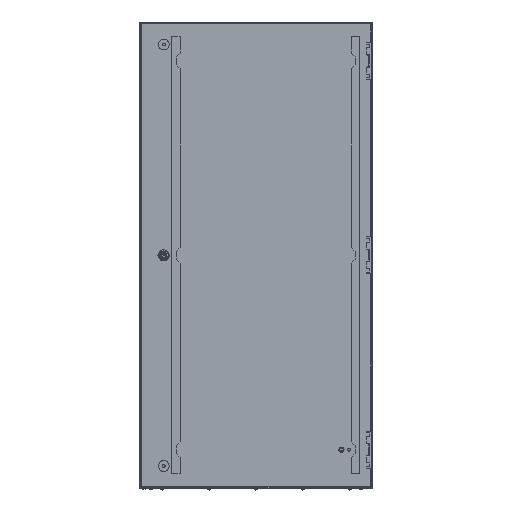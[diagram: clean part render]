
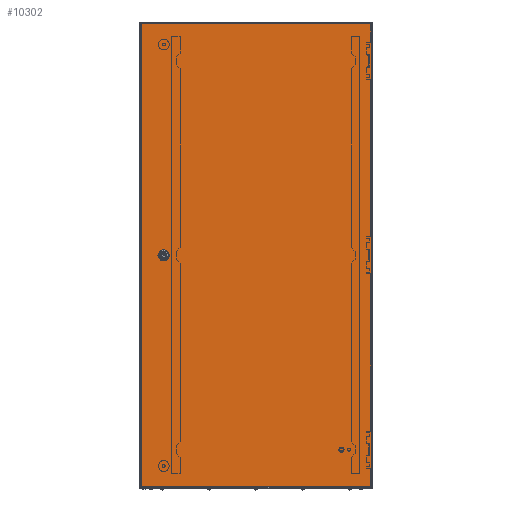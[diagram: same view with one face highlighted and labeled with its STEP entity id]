
A CAD part, top view. The second image highlights one B-rep face of the part: STEP entity #10302.
In plain terms, the highlighted planar face has unit normal (0, 0, 1).
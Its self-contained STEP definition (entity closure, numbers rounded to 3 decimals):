
#75 = PLANE ( 'NONE',  #54773 ) ;
#260 = AXIS2_PLACEMENT_3D ( 'NONE', #46842, #7972, #47681 ) ;
#529 = VECTOR ( 'NONE', #74685, 1000. ) ;
#1163 = CARTESIAN_POINT ( 'NONE',  ( 67.926, 610.05, 17. ) ) ;
#1582 = VECTOR ( 'NONE', #45514, 1000. ) ;
#1593 = LINE ( 'NONE', #61737, #27920 ) ;
#4616 = VERTEX_POINT ( 'NONE', #6452 ) ;
#5597 = DIRECTION ( 'NONE',  ( 0., 0., 1. ) ) ;
#5746 = FACE_BOUND ( 'NONE', #41093, .T. ) ;
#6243 = CARTESIAN_POINT ( 'NONE',  ( 2.87, 1197., 17. ) ) ;
#6452 = CARTESIAN_POINT ( 'NONE',  ( 72.92, 594.944, 17. ) ) ;
#7972 = DIRECTION ( 'NONE',  ( 0., 0., 1. ) ) ;
#8085 = DIRECTION ( 'NONE',  ( 1., 0., 0. ) ) ;
#8320 = EDGE_CURVE ( 'NONE', #48804, #56318, #70884, .T. ) ;
#8893 = CARTESIAN_POINT ( 'NONE',  ( 596.87, 1197., 17. ) ) ;
#9072 = VERTEX_POINT ( 'NONE', #66293 ) ;
#9618 = ORIENTED_EDGE ( 'NONE', *, *, #63790, .T. ) ;
#10058 = ORIENTED_EDGE ( 'NONE', *, *, #83349, .F. ) ;
#10302 = ADVANCED_FACE ( 'NONE', ( #5746, #19725 ), #75, .T. ) ;
#10309 = EDGE_LOOP ( 'NONE', ( #54520, #40985, #9618, #86203 ) ) ;
#11179 = VERTEX_POINT ( 'NONE', #76214 ) ;
#11464 = CARTESIAN_POINT ( 'NONE',  ( 0., 0., 17. ) ) ;
#12002 = DIRECTION ( 'NONE',  ( 0., 0., 1. ) ) ;
#12246 = CARTESIAN_POINT ( 'NONE',  ( 2.87, 3., 17. ) ) ;
#13266 = CARTESIAN_POINT ( 'NONE',  ( 62.87, 600., 17. ) ) ;
#13674 = CARTESIAN_POINT ( 'NONE',  ( 52.82, 594.944, 17. ) ) ;
#13780 = VERTEX_POINT ( 'NONE', #71076 ) ;
#16639 = ORIENTED_EDGE ( 'NONE', *, *, #67844, .F. ) ;
#18490 = LINE ( 'NONE', #6243, #1582 ) ;
#18547 = LINE ( 'NONE', #29896, #68548 ) ;
#18625 = DIRECTION ( 'NONE',  ( 1., 0., 0. ) ) ;
#19725 = FACE_OUTER_BOUND ( 'NONE', #10309, .T. ) ;
#20641 = LINE ( 'NONE', #66398, #37454 ) ;
#25145 = CARTESIAN_POINT ( 'NONE',  ( 2.87, 3., 17. ) ) ;
#27920 = VECTOR ( 'NONE', #76088, 1000. ) ;
#27980 = VERTEX_POINT ( 'NONE', #70594 ) ;
#29582 = EDGE_CURVE ( 'NONE', #13780, #49977, #50367, .T. ) ;
#29697 = EDGE_CURVE ( 'NONE', #27980, #37600, #18490, .T. ) ;
#29896 = CARTESIAN_POINT ( 'NONE',  ( 2.87, 1197., 17. ) ) ;
#33818 = CARTESIAN_POINT ( 'NONE',  ( 67.926, 589.95, 17. ) ) ;
#35585 = EDGE_CURVE ( 'NONE', #9072, #27980, #18547, .T. ) ;
#36542 = ORIENTED_EDGE ( 'NONE', *, *, #44894, .F. ) ;
#36696 = CIRCLE ( 'NONE', #40837, 11.25 ) ;
#37454 = VECTOR ( 'NONE', #59871, 1000. ) ;
#37600 = VERTEX_POINT ( 'NONE', #12246 ) ;
#38070 = VECTOR ( 'NONE', #55638, 1000. ) ;
#39090 = LINE ( 'NONE', #25145, #56623 ) ;
#39797 = ORIENTED_EDGE ( 'NONE', *, *, #29582, .F. ) ;
#40837 = AXIS2_PLACEMENT_3D ( 'NONE', #41227, #62117, #8085 ) ;
#40985 = ORIENTED_EDGE ( 'NONE', *, *, #49312, .T. ) ;
#41093 = EDGE_LOOP ( 'NONE', ( #10058, #16639, #36542, #65171, #57790, #57967, #41264, #39797 ) ) ;
#41227 = CARTESIAN_POINT ( 'NONE',  ( 62.87, 600., 17. ) ) ;
#41264 = ORIENTED_EDGE ( 'NONE', *, *, #67907, .F. ) ;
#43639 = VERTEX_POINT ( 'NONE', #33818 ) ;
#44894 = EDGE_CURVE ( 'NONE', #43639, #4616, #54408, .T. ) ;
#45514 = DIRECTION ( 'NONE',  ( 0., -1., 0. ) ) ;
#45803 = AXIS2_PLACEMENT_3D ( 'NONE', #59238, #5597, #52322 ) ;
#46732 = CARTESIAN_POINT ( 'NONE',  ( 57.814, 610.05, 17. ) ) ;
#46842 = CARTESIAN_POINT ( 'NONE',  ( 62.87, 600., 17. ) ) ;
#47681 = DIRECTION ( 'NONE',  ( 1., 0., 0. ) ) ;
#48804 = VERTEX_POINT ( 'NONE', #13674 ) ;
#48889 = CARTESIAN_POINT ( 'NONE',  ( 596.87, 3., 17. ) ) ;
#49229 = CIRCLE ( 'NONE', #260, 11.25 ) ;
#49312 = EDGE_CURVE ( 'NONE', #37600, #68740, #39090, .T. ) ;
#49977 = VERTEX_POINT ( 'NONE', #46732 ) ;
#50367 = LINE ( 'NONE', #1163, #58626 ) ;
#52322 = DIRECTION ( 'NONE',  ( 1., 0., 0. ) ) ;
#54408 = CIRCLE ( 'NONE', #83574, 11.25 ) ;
#54520 = ORIENTED_EDGE ( 'NONE', *, *, #29697, .T. ) ;
#54773 = AXIS2_PLACEMENT_3D ( 'NONE', #11464, #65894, #58525 ) ;
#55638 = DIRECTION ( 'NONE',  ( 0., 1., 0. ) ) ;
#56318 = VERTEX_POINT ( 'NONE', #75782 ) ;
#56623 = VECTOR ( 'NONE', #18625, 1000. ) ;
#57790 = ORIENTED_EDGE ( 'NONE', *, *, #8320, .F. ) ;
#57915 = VERTEX_POINT ( 'NONE', #61875 ) ;
#57967 = ORIENTED_EDGE ( 'NONE', *, *, #58647, .F. ) ;
#58525 = DIRECTION ( 'NONE',  ( 1., 0., 0. ) ) ;
#58626 = VECTOR ( 'NONE', #76432, 1000. ) ;
#58647 = EDGE_CURVE ( 'NONE', #11179, #48804, #20641, .T. ) ;
#59238 = CARTESIAN_POINT ( 'NONE',  ( 62.87, 600., 17. ) ) ;
#59871 = DIRECTION ( 'NONE',  ( 0., -1., 0. ) ) ;
#60890 = EDGE_CURVE ( 'NONE', #56318, #43639, #1593, .T. ) ;
#61737 = CARTESIAN_POINT ( 'NONE',  ( 67.926, 589.95, 17. ) ) ;
#61875 = CARTESIAN_POINT ( 'NONE',  ( 72.92, 605.056, 17. ) ) ;
#62117 = DIRECTION ( 'NONE',  ( 0., 0., 1. ) ) ;
#63790 = EDGE_CURVE ( 'NONE', #68740, #9072, #75111, .T. ) ;
#65171 = ORIENTED_EDGE ( 'NONE', *, *, #60890, .F. ) ;
#65894 = DIRECTION ( 'NONE',  ( 0., 0., 1. ) ) ;
#66293 = CARTESIAN_POINT ( 'NONE',  ( 596.87, 1197., 17. ) ) ;
#66398 = CARTESIAN_POINT ( 'NONE',  ( 52.82, 594.944, 17. ) ) ;
#67844 = EDGE_CURVE ( 'NONE', #4616, #57915, #74333, .T. ) ;
#67907 = EDGE_CURVE ( 'NONE', #49977, #11179, #36696, .T. ) ;
#68548 = VECTOR ( 'NONE', #83441, 1000. ) ;
#68740 = VERTEX_POINT ( 'NONE', #48889 ) ;
#69579 = CARTESIAN_POINT ( 'NONE',  ( 72.92, 594.944, 17. ) ) ;
#70594 = CARTESIAN_POINT ( 'NONE',  ( 2.87, 1197., 17. ) ) ;
#70884 = CIRCLE ( 'NONE', #45803, 11.25 ) ;
#71076 = CARTESIAN_POINT ( 'NONE',  ( 67.926, 610.05, 17. ) ) ;
#74333 = LINE ( 'NONE', #69579, #38070 ) ;
#74685 = DIRECTION ( 'NONE',  ( 0., 1., 0. ) ) ;
#75111 = LINE ( 'NONE', #8893, #529 ) ;
#75782 = CARTESIAN_POINT ( 'NONE',  ( 57.814, 589.95, 17. ) ) ;
#76088 = DIRECTION ( 'NONE',  ( 1., 0., 0. ) ) ;
#76214 = CARTESIAN_POINT ( 'NONE',  ( 52.82, 605.056, 17. ) ) ;
#76432 = DIRECTION ( 'NONE',  ( -1., 0., 0. ) ) ;
#79022 = DIRECTION ( 'NONE',  ( 1., 0., 0. ) ) ;
#83349 = EDGE_CURVE ( 'NONE', #57915, #13780, #49229, .T. ) ;
#83441 = DIRECTION ( 'NONE',  ( -1., 0., 0. ) ) ;
#83574 = AXIS2_PLACEMENT_3D ( 'NONE', #13266, #12002, #79022 ) ;
#86203 = ORIENTED_EDGE ( 'NONE', *, *, #35585, .T. ) ;
